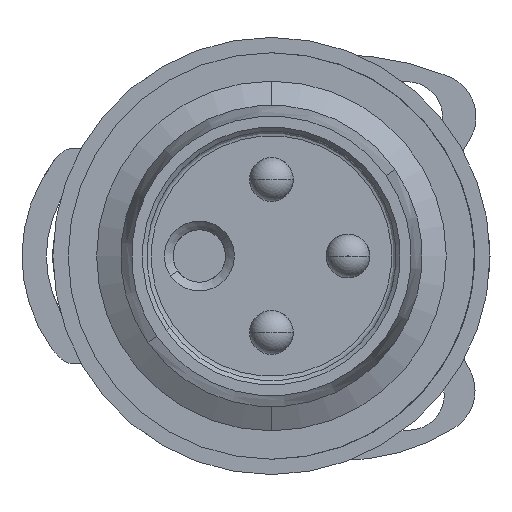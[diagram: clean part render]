
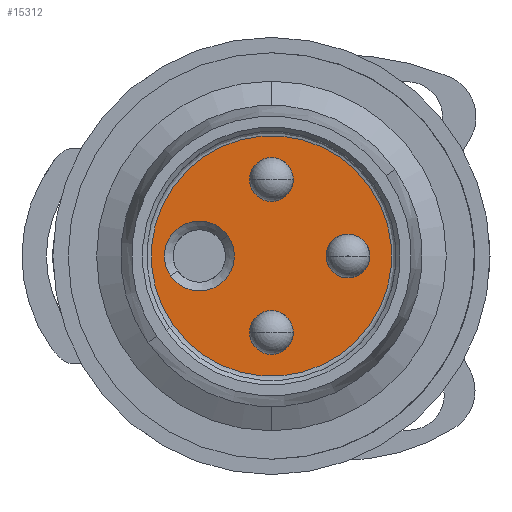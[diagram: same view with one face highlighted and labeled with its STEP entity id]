
A CAD part, left-side view. The second image highlights one B-rep face of the part: STEP entity #15312.
In plain terms, the highlighted face is planar.
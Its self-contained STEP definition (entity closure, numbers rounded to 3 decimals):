
#15180=CARTESIAN_POINT('',(21.289,34.806,0.05));
#15181=DIRECTION('',(-0.,-0.,1.));
#15182=DIRECTION('',(-0.574,-0.819,-0.));
#15183=AXIS2_PLACEMENT_3D('',#15180,#15181,#15182);
#15184=PLANE('',#15183);
#15185=CARTESIAN_POINT('',(22.042,35.881,0.05));
#15186=VERTEX_POINT('',#15185);
#15187=CARTESIAN_POINT('',(18.888,31.375,0.05));
#15188=VERTEX_POINT('',#15187);
#15189=CARTESIAN_POINT('',(20.465,33.628,0.05));
#15190=DIRECTION('',(-0.,-0.,1.));
#15191=DIRECTION('',(1.,0.,0.));
#15192=AXIS2_PLACEMENT_3D('',#15189,#15190,#15191);
#15193=CIRCLE('',#15192,2.75);
#15194=EDGE_CURVE('',#15186,#15188,#15193,.T.);
#15195=ORIENTED_EDGE('',*,*,#15194,.F.);
#15196=CARTESIAN_POINT('',(20.465,33.628,0.05));
#15197=DIRECTION('',(-0.,-0.,1.));
#15198=DIRECTION('',(1.,0.,0.));
#15199=AXIS2_PLACEMENT_3D('',#15196,#15197,#15198);
#15200=CIRCLE('',#15199,2.75);
#15201=EDGE_CURVE('',#15188,#15186,#15200,.T.);
#15202=ORIENTED_EDGE('',*,*,#15201,.F.);
#15203=EDGE_LOOP('',(#15195,#15202));
#15204=FACE_BOUND('',#15203,.T.);
#15205=CARTESIAN_POINT('',(20.006,34.623,0.05));
#15206=VERTEX_POINT('',#15205);
#15207=CARTESIAN_POINT('',(20.924,35.933,0.05));
#15208=VERTEX_POINT('',#15207);
#15209=CARTESIAN_POINT('',(20.465,35.278,0.05));
#15210=DIRECTION('',(-0.,0.,-1.));
#15211=DIRECTION('',(0.574,0.819,0.));
#15212=AXIS2_PLACEMENT_3D('',#15209,#15210,#15211);
#15213=CIRCLE('',#15212,0.8);
#15214=EDGE_CURVE('',#15206,#15208,#15213,.T.);
#15215=ORIENTED_EDGE('',*,*,#15214,.F.);
#15216=CARTESIAN_POINT('',(20.465,35.278,0.05));
#15217=DIRECTION('',(-0.,0.,-1.));
#15218=DIRECTION('',(0.574,0.819,0.));
#15219=AXIS2_PLACEMENT_3D('',#15216,#15217,#15218);
#15220=CIRCLE('',#15219,0.8);
#15221=EDGE_CURVE('',#15208,#15206,#15220,.T.);
#15222=ORIENTED_EDGE('',*,*,#15221,.F.);
#15223=EDGE_LOOP('',(#15215,#15222));
#15224=FACE_BOUND('',#15223,.T.);
#15225=CARTESIAN_POINT('',(19.215,33.628,0.05));
#15226=VERTEX_POINT('',#15225);
#15227=CARTESIAN_POINT('',(18.711,33.128,0.05));
#15228=VERTEX_POINT('',#15227);
#15229=CARTESIAN_POINT('',(18.715,33.628,0.05));
#15230=DIRECTION('',(-0.,0.,-1.));
#15231=DIRECTION('',(-1.,0.,0.));
#15232=AXIS2_PLACEMENT_3D('',#15229,#15230,#15231);
#15233=CIRCLE('',#15232,0.5);
#15234=EDGE_CURVE('',#15226,#15228,#15233,.T.);
#15235=ORIENTED_EDGE('',*,*,#15234,.F.);
#15236=CARTESIAN_POINT('',(18.215,33.628,0.05));
#15237=VERTEX_POINT('',#15236);
#15238=CARTESIAN_POINT('',(18.715,33.628,0.05));
#15239=DIRECTION('',(-0.,0.,-1.));
#15240=DIRECTION('',(-1.,0.,0.));
#15241=AXIS2_PLACEMENT_3D('',#15238,#15239,#15240);
#15242=CIRCLE('',#15241,0.5);
#15243=EDGE_CURVE('',#15237,#15226,#15242,.T.);
#15244=ORIENTED_EDGE('',*,*,#15243,.F.);
#15245=CARTESIAN_POINT('',(18.715,33.628,0.05));
#15246=DIRECTION('',(-0.,0.,-1.));
#15247=DIRECTION('',(-1.,0.,0.));
#15248=AXIS2_PLACEMENT_3D('',#15245,#15246,#15247);
#15249=CIRCLE('',#15248,0.5);
#15250=EDGE_CURVE('',#15228,#15237,#15249,.T.);
#15251=ORIENTED_EDGE('',*,*,#15250,.F.);
#15252=EDGE_LOOP('',(#15235,#15244,#15251));
#15253=FACE_BOUND('',#15252,.T.);
#15254=CARTESIAN_POINT('',(20.111,31.524,0.05));
#15255=VERTEX_POINT('',#15254);
#15256=CARTESIAN_POINT('',(20.114,32.235,0.05));
#15257=VERTEX_POINT('',#15256);
#15258=CARTESIAN_POINT('',(20.465,31.878,0.05));
#15259=DIRECTION('',(-0.,0.,-1.));
#15260=DIRECTION('',(0.707,0.707,0.));
#15261=AXIS2_PLACEMENT_3D('',#15258,#15259,#15260);
#15262=CIRCLE('',#15261,0.5);
#15263=EDGE_CURVE('',#15255,#15257,#15262,.T.);
#15264=ORIENTED_EDGE('',*,*,#15263,.F.);
#15265=CARTESIAN_POINT('',(20.818,32.232,0.05));
#15266=VERTEX_POINT('',#15265);
#15267=CARTESIAN_POINT('',(20.465,31.878,0.05));
#15268=DIRECTION('',(-0.,0.,-1.));
#15269=DIRECTION('',(0.707,0.707,0.));
#15270=AXIS2_PLACEMENT_3D('',#15267,#15268,#15269);
#15271=CIRCLE('',#15270,0.5);
#15272=EDGE_CURVE('',#15266,#15255,#15271,.T.);
#15273=ORIENTED_EDGE('',*,*,#15272,.F.);
#15274=CARTESIAN_POINT('',(20.465,31.878,0.05));
#15275=DIRECTION('',(-0.,0.,-1.));
#15276=DIRECTION('',(0.707,0.707,0.));
#15277=AXIS2_PLACEMENT_3D('',#15274,#15275,#15276);
#15278=CIRCLE('',#15277,0.5);
#15279=EDGE_CURVE('',#15257,#15266,#15278,.T.);
#15280=ORIENTED_EDGE('',*,*,#15279,.F.);
#15281=EDGE_LOOP('',(#15264,#15273,#15280));
#15282=FACE_BOUND('',#15281,.T.);
#15283=CARTESIAN_POINT('',(22.715,33.628,0.05));
#15284=VERTEX_POINT('',#15283);
#15285=CARTESIAN_POINT('',(22.211,33.128,0.05));
#15286=VERTEX_POINT('',#15285);
#15287=CARTESIAN_POINT('',(22.215,33.628,0.05));
#15288=DIRECTION('',(-0.,0.,-1.));
#15289=DIRECTION('',(-1.,0.,0.));
#15290=AXIS2_PLACEMENT_3D('',#15287,#15288,#15289);
#15291=CIRCLE('',#15290,0.5);
#15292=EDGE_CURVE('',#15284,#15286,#15291,.T.);
#15293=ORIENTED_EDGE('',*,*,#15292,.F.);
#15294=CARTESIAN_POINT('',(21.715,33.628,0.05));
#15295=VERTEX_POINT('',#15294);
#15296=CARTESIAN_POINT('',(22.215,33.628,0.05));
#15297=DIRECTION('',(-0.,0.,-1.));
#15298=DIRECTION('',(-1.,0.,0.));
#15299=AXIS2_PLACEMENT_3D('',#15296,#15297,#15298);
#15300=CIRCLE('',#15299,0.5);
#15301=EDGE_CURVE('',#15295,#15284,#15300,.T.);
#15302=ORIENTED_EDGE('',*,*,#15301,.F.);
#15303=CARTESIAN_POINT('',(22.215,33.628,0.05));
#15304=DIRECTION('',(-0.,0.,-1.));
#15305=DIRECTION('',(-1.,0.,0.));
#15306=AXIS2_PLACEMENT_3D('',#15303,#15304,#15305);
#15307=CIRCLE('',#15306,0.5);
#15308=EDGE_CURVE('',#15286,#15295,#15307,.T.);
#15309=ORIENTED_EDGE('',*,*,#15308,.F.);
#15310=EDGE_LOOP('',(#15293,#15302,#15309));
#15311=FACE_BOUND('',#15310,.T.);
#15312=ADVANCED_FACE('',(#15204,#15224,#15253,#15282,#15311),#15184,.F.);
